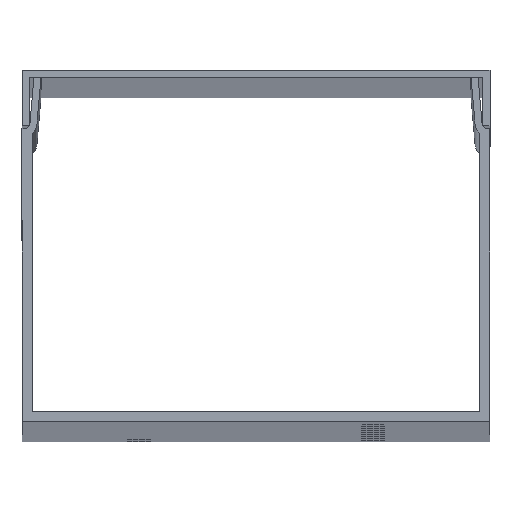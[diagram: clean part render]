
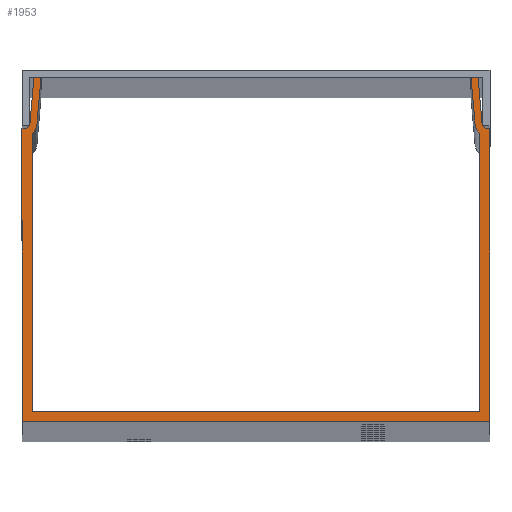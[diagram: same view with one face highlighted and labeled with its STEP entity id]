
A CAD part, top view. The second image highlights one B-rep face of the part: STEP entity #1953.
In plain terms, the highlighted planar face has unit normal (0, 0, 1).
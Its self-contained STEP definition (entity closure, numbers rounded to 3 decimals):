
#9 = ORIENTED_EDGE ( 'NONE', *, *, #1871, .T. ) ;
#42 = VECTOR ( 'NONE', #1127, 1000. ) ;
#59 = CIRCLE ( 'NONE', #565, 1. ) ;
#71 = LINE ( 'NONE', #1777, #175 ) ;
#79 = CARTESIAN_POINT ( 'NONE',  ( 40., 50., 1000. ) ) ;
#88 = EDGE_CURVE ( 'NONE', #133, #351, #1467, .T. ) ;
#99 = VERTEX_POINT ( 'NONE', #2044 ) ;
#100 = VECTOR ( 'NONE', #2040, 1000. ) ;
#124 = LINE ( 'NONE', #1485, #911 ) ;
#132 = VERTEX_POINT ( 'NONE', #630 ) ;
#133 = VERTEX_POINT ( 'NONE', #1970 ) ;
#164 = DIRECTION ( 'NONE',  ( 1., 0., 0. ) ) ;
#167 = CARTESIAN_POINT ( 'NONE',  ( 40., 0., 1000. ) ) ;
#171 = CARTESIAN_POINT ( 'NONE',  ( -38.25, 1.75, 1000. ) ) ;
#175 = VECTOR ( 'NONE', #164, 1000. ) ;
#203 = DIRECTION ( 'NONE',  ( 0., -1., 0. ) ) ;
#216 = VECTOR ( 'NONE', #1274, 1000. ) ;
#257 = CARTESIAN_POINT ( 'NONE',  ( 38.25, 1.75, 1000. ) ) ;
#270 = EDGE_CURVE ( 'NONE', #585, #975, #493, .T. ) ;
#303 = DIRECTION ( 'NONE',  ( -1., 0., 0. ) ) ;
#318 = DIRECTION ( 'NONE',  ( 1., 0., 0. ) ) ;
#351 = VERTEX_POINT ( 'NONE', #171 ) ;
#378 = EDGE_CURVE ( 'NONE', #2079, #1793, #1710, .T. ) ;
#390 = CARTESIAN_POINT ( 'NONE',  ( 40., 0., 1000. ) ) ;
#418 = VERTEX_POINT ( 'NONE', #1533 ) ;
#423 = DIRECTION ( 'NONE',  ( 0., 1., 0. ) ) ;
#431 = LINE ( 'NONE', #2402, #1888 ) ;
#433 = CARTESIAN_POINT ( 'NONE',  ( 36.752, 58.8, 1000. ) ) ;
#439 = VECTOR ( 'NONE', #1912, 1000. ) ;
#459 = CARTESIAN_POINT ( 'NONE',  ( 38.646, 50.913, 1000. ) ) ;
#464 = EDGE_CURVE ( 'NONE', #351, #913, #1567, .T. ) ;
#468 = FACE_OUTER_BOUND ( 'NONE', #1554, .T. ) ;
#477 = ORIENTED_EDGE ( 'NONE', *, *, #2296, .T. ) ;
#493 = LINE ( 'NONE', #1353, #439 ) ;
#510 = VERTEX_POINT ( 'NONE', #1709 ) ;
#558 = EDGE_CURVE ( 'NONE', #2363, #2105, #887, .T. ) ;
#564 = DIRECTION ( 'NONE',  ( -1., 0., 0. ) ) ;
#565 = AXIS2_PLACEMENT_3D ( 'NONE', #1249, #1295, #1300 ) ;
#585 = VERTEX_POINT ( 'NONE', #1561 ) ;
#630 = CARTESIAN_POINT ( 'NONE',  ( 38.25, 49.185, 1000. ) ) ;
#661 = LINE ( 'NONE', #257, #1408 ) ;
#682 = VECTOR ( 'NONE', #423, 1000. ) ;
#715 = VECTOR ( 'NONE', #812, 1000. ) ;
#718 = CIRCLE ( 'NONE', #1835, 2.5 ) ;
#756 = VERTEX_POINT ( 'NONE', #1815 ) ;
#798 = VERTEX_POINT ( 'NONE', #2001 ) ;
#800 = VECTOR ( 'NONE', #2323, 1000. ) ;
#802 = LINE ( 'NONE', #459, #1587 ) ;
#812 = DIRECTION ( 'NONE',  ( 0., -1., 0. ) ) ;
#813 = DIRECTION ( 'NONE',  ( -1., 0., 0. ) ) ;
#823 = VERTEX_POINT ( 'NONE', #167 ) ;
#832 = VECTOR ( 'NONE', #1750, 1000. ) ;
#833 = VERTEX_POINT ( 'NONE', #1999 ) ;
#836 = ORIENTED_EDGE ( 'NONE', *, *, #1886, .T. ) ;
#841 = ORIENTED_EDGE ( 'NONE', *, *, #88, .T. ) ;
#872 = LINE ( 'NONE', #1318, #216 ) ;
#887 = LINE ( 'NONE', #976, #715 ) ;
#911 = VECTOR ( 'NONE', #1774, 1000. ) ;
#913 = VERTEX_POINT ( 'NONE', #1995 ) ;
#923 = CIRCLE ( 'NONE', #1619, 1. ) ;
#972 = ORIENTED_EDGE ( 'NONE', *, *, #1997, .T. ) ;
#975 = VERTEX_POINT ( 'NONE', #1159 ) ;
#976 = CARTESIAN_POINT ( 'NONE',  ( -40., 0., 1000. ) ) ;
#1009 = ORIENTED_EDGE ( 'NONE', *, *, #464, .T. ) ;
#1028 = EDGE_CURVE ( 'NONE', #418, #99, #802, .T. ) ;
#1060 = PLANE ( 'NONE',  #1649 ) ;
#1127 = DIRECTION ( 'NONE',  ( -1., 0., 0. ) ) ;
#1159 = CARTESIAN_POINT ( 'NONE',  ( 37.451, 50.808, 1000. ) ) ;
#1225 = LINE ( 'NONE', #79, #1481 ) ;
#1249 = CARTESIAN_POINT ( 'NONE',  ( -39.642, 51., 1000. ) ) ;
#1264 = LINE ( 'NONE', #390, #800 ) ;
#1270 = DIRECTION ( 'NONE',  ( -1., 0., 0. ) ) ;
#1274 = DIRECTION ( 'NONE',  ( -0.087, -0.996, 0. ) ) ;
#1295 = DIRECTION ( 'NONE',  ( 0., 0., -1. ) ) ;
#1300 = DIRECTION ( 'NONE',  ( -1., 0., 0. ) ) ;
#1315 = EDGE_CURVE ( 'NONE', #798, #756, #59, .T. ) ;
#1318 = CARTESIAN_POINT ( 'NONE',  ( -38.646, 50.913, 1000. ) ) ;
#1326 = DIRECTION ( 'NONE',  ( -1., 0., 0. ) ) ;
#1327 = ORIENTED_EDGE ( 'NONE', *, *, #378, .T. ) ;
#1338 = EDGE_CURVE ( 'NONE', #833, #798, #872, .T. ) ;
#1340 = AXIS2_PLACEMENT_3D ( 'NONE', #1442, #2094, #318 ) ;
#1353 = CARTESIAN_POINT ( 'NONE',  ( 37.451, 50.808, 1000. ) ) ;
#1368 = ORIENTED_EDGE ( 'NONE', *, *, #1647, .T. ) ;
#1408 = VECTOR ( 'NONE', #203, 1000. ) ;
#1442 = CARTESIAN_POINT ( 'NONE',  ( 39.941, 51.026, 1000. ) ) ;
#1467 = LINE ( 'NONE', #1719, #100 ) ;
#1474 = DIRECTION ( 'NONE',  ( -0.087, 0.996, 0. ) ) ;
#1477 = ORIENTED_EDGE ( 'NONE', *, *, #270, .T. ) ;
#1480 = DIRECTION ( 'NONE',  ( 0., 0., -1. ) ) ;
#1481 = VECTOR ( 'NONE', #813, 1000. ) ;
#1485 = CARTESIAN_POINT ( 'NONE',  ( -40., 50., 1000. ) ) ;
#1502 = ORIENTED_EDGE ( 'NONE', *, *, #558, .T. ) ;
#1533 = CARTESIAN_POINT ( 'NONE',  ( 38.646, 50.913, 1000. ) ) ;
#1554 = EDGE_LOOP ( 'NONE', ( #1915, #477, #1477, #9, #2407, #841, #1009, #1797, #1327, #2259, #1939, #2114, #1675, #1502, #836, #1368, #972, #1818 ) ) ;
#1561 = CARTESIAN_POINT ( 'NONE',  ( 36.752, 58.8, 1000. ) ) ;
#1567 = LINE ( 'NONE', #2422, #682 ) ;
#1587 = VECTOR ( 'NONE', #1474, 1000. ) ;
#1600 = DIRECTION ( 'NONE',  ( 0., 0., -1. ) ) ;
#1619 = AXIS2_PLACEMENT_3D ( 'NONE', #1855, #1621, #1270 ) ;
#1621 = DIRECTION ( 'NONE',  ( 0., 0., -1. ) ) ;
#1627 = EDGE_CURVE ( 'NONE', #510, #418, #923, .T. ) ;
#1647 = EDGE_CURVE ( 'NONE', #823, #2325, #1264, .T. ) ;
#1649 = AXIS2_PLACEMENT_3D ( 'NONE', #1922, #1480, #303 ) ;
#1675 = ORIENTED_EDGE ( 'NONE', *, *, #1921, .T. ) ;
#1709 = CARTESIAN_POINT ( 'NONE',  ( 39.642, 50., 1000. ) ) ;
#1710 = LINE ( 'NONE', #1949, #832 ) ;
#1719 = CARTESIAN_POINT ( 'NONE',  ( 38.25, 1.75, 1000. ) ) ;
#1750 = DIRECTION ( 'NONE',  ( 0.087, 0.996, 0. ) ) ;
#1764 = CIRCLE ( 'NONE', #1340, 2.5 ) ;
#1774 = DIRECTION ( 'NONE',  ( -1., 0., 0. ) ) ;
#1777 = CARTESIAN_POINT ( 'NONE',  ( 40., 0., 1000. ) ) ;
#1784 = LINE ( 'NONE', #433, #42 ) ;
#1793 = VERTEX_POINT ( 'NONE', #1889 ) ;
#1797 = ORIENTED_EDGE ( 'NONE', *, *, #1834, .F. ) ;
#1815 = CARTESIAN_POINT ( 'NONE',  ( -39.642, 50., 1000. ) ) ;
#1818 = ORIENTED_EDGE ( 'NONE', *, *, #1627, .T. ) ;
#1834 = EDGE_CURVE ( 'NONE', #2079, #913, #718, .T. ) ;
#1835 = AXIS2_PLACEMENT_3D ( 'NONE', #2234, #1600, #1326 ) ;
#1855 = CARTESIAN_POINT ( 'NONE',  ( 39.642, 51., 1000. ) ) ;
#1864 = CARTESIAN_POINT ( 'NONE',  ( 40., 50., 1000. ) ) ;
#1871 = EDGE_CURVE ( 'NONE', #975, #132, #1764, .T. ) ;
#1886 = EDGE_CURVE ( 'NONE', #2105, #823, #71, .T. ) ;
#1888 = VECTOR ( 'NONE', #564, 1000. ) ;
#1889 = CARTESIAN_POINT ( 'NONE',  ( -36.752, 58.8, 1000. ) ) ;
#1894 = CARTESIAN_POINT ( 'NONE',  ( -40., 50., 1000. ) ) ;
#1912 = DIRECTION ( 'NONE',  ( 0.087, -0.996, 0. ) ) ;
#1915 = ORIENTED_EDGE ( 'NONE', *, *, #1028, .T. ) ;
#1921 = EDGE_CURVE ( 'NONE', #756, #2363, #124, .T. ) ;
#1922 = CARTESIAN_POINT ( 'NONE',  ( 39.642, 51., 1000. ) ) ;
#1939 = ORIENTED_EDGE ( 'NONE', *, *, #1338, .T. ) ;
#1949 = CARTESIAN_POINT ( 'NONE',  ( -37.451, 50.808, 1000. ) ) ;
#1953 = ADVANCED_FACE ( 'NONE', ( #468 ), #1060, .F. ) ;
#1970 = CARTESIAN_POINT ( 'NONE',  ( 38.25, 1.75, 1000. ) ) ;
#1995 = CARTESIAN_POINT ( 'NONE',  ( -38.25, 49.185, 1000. ) ) ;
#1997 = EDGE_CURVE ( 'NONE', #2325, #510, #1225, .T. ) ;
#1999 = CARTESIAN_POINT ( 'NONE',  ( -37.956, 58.8, 1000. ) ) ;
#2001 = CARTESIAN_POINT ( 'NONE',  ( -38.646, 50.913, 1000. ) ) ;
#2020 = CARTESIAN_POINT ( 'NONE',  ( -37.451, 50.808, 1000. ) ) ;
#2040 = DIRECTION ( 'NONE',  ( -1., 0., 0. ) ) ;
#2044 = CARTESIAN_POINT ( 'NONE',  ( 37.956, 58.8, 1000. ) ) ;
#2053 = EDGE_CURVE ( 'NONE', #132, #133, #661, .T. ) ;
#2079 = VERTEX_POINT ( 'NONE', #2020 ) ;
#2094 = DIRECTION ( 'NONE',  ( 0., 0., 1. ) ) ;
#2105 = VERTEX_POINT ( 'NONE', #2311 ) ;
#2114 = ORIENTED_EDGE ( 'NONE', *, *, #1315, .T. ) ;
#2234 = CARTESIAN_POINT ( 'NONE',  ( -39.941, 51.026, 1000. ) ) ;
#2259 = ORIENTED_EDGE ( 'NONE', *, *, #2331, .T. ) ;
#2296 = EDGE_CURVE ( 'NONE', #99, #585, #1784, .T. ) ;
#2311 = CARTESIAN_POINT ( 'NONE',  ( -40., 0., 1000. ) ) ;
#2323 = DIRECTION ( 'NONE',  ( 0., 1., 0. ) ) ;
#2325 = VERTEX_POINT ( 'NONE', #1864 ) ;
#2331 = EDGE_CURVE ( 'NONE', #1793, #833, #431, .T. ) ;
#2363 = VERTEX_POINT ( 'NONE', #1894 ) ;
#2402 = CARTESIAN_POINT ( 'NONE',  ( -37.956, 58.8, 1000. ) ) ;
#2407 = ORIENTED_EDGE ( 'NONE', *, *, #2053, .T. ) ;
#2422 = CARTESIAN_POINT ( 'NONE',  ( -38.25, 1.75, 1000. ) ) ;
